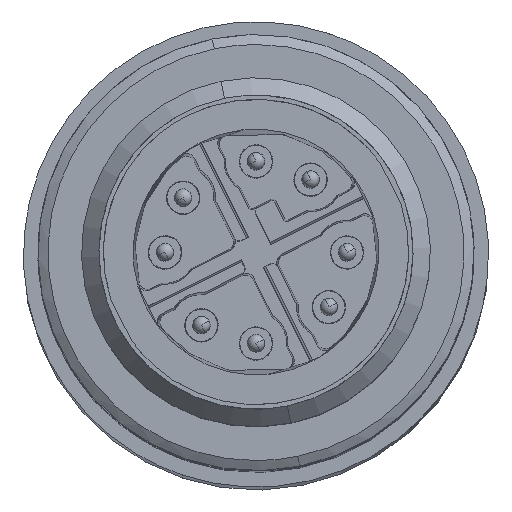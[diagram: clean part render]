
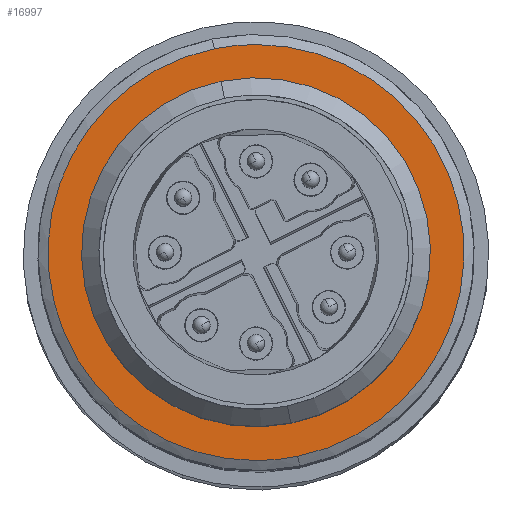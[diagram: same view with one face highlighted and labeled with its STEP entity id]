
A CAD part, top view. The second image highlights one B-rep face of the part: STEP entity #16997.
In plain terms, the highlighted planar face has unit normal (0, 0, 1).
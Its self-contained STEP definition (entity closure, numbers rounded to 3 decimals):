
#16906=AXIS2_PLACEMENT_3D('Circle Axis2P3D',#16904,#16905,$) ;
#16918=AXIS2_PLACEMENT_3D('Circle Axis2P3D',#16916,#16917,$) ;
#16931=AXIS2_PLACEMENT_3D('Plane Axis2P3D',#16928,#16929,#16930) ;
#16894=CARTESIAN_POINT('Vertex',(6.797,13.878,143.)) ;
#16901=CARTESIAN_POINT('Vertex',(9.203,2.122,143.)) ;
#16904=CARTESIAN_POINT('Axis2P3D Location',(8.,8.,143.)) ;
#16916=CARTESIAN_POINT('Axis2P3D Location',(8.,8.,143.)) ;
#16928=CARTESIAN_POINT('Axis2P3D Location',(15.008,9.434,143.)) ;
#16934=CARTESIAN_POINT('Control Point',(9.434,0.992,143.)) ;
#16935=CARTESIAN_POINT('Control Point',(10.076,1.123,143.)) ;
#16936=CARTESIAN_POINT('Control Point',(10.703,1.328,143.)) ;
#16937=CARTESIAN_POINT('Control Point',(11.304,1.604,143.)) ;
#16938=CARTESIAN_POINT('Control Point',(12.431,2.289,143.)) ;
#16939=CARTESIAN_POINT('Control Point',(13.374,3.21,143.)) ;
#16940=CARTESIAN_POINT('Control Point',(13.791,3.723,143.)) ;
#16941=CARTESIAN_POINT('Control Point',(14.499,4.836,143.)) ;
#16942=CARTESIAN_POINT('Control Point',(14.938,6.079,143.)) ;
#16943=CARTESIAN_POINT('Control Point',(15.085,6.724,143.)) ;
#16944=CARTESIAN_POINT('Control Point',(15.229,8.035,143.)) ;
#16945=CARTESIAN_POINT('Control Point',(15.072,9.344,143.)) ;
#16946=CARTESIAN_POINT('Control Point',(14.919,9.987,143.)) ;
#16947=CARTESIAN_POINT('Control Point',(14.468,11.227,143.)) ;
#16948=CARTESIAN_POINT('Control Point',(13.749,12.332,143.)) ;
#16949=CARTESIAN_POINT('Control Point',(13.328,12.841,143.)) ;
#16950=CARTESIAN_POINT('Control Point',(12.375,13.754,143.)) ;
#16951=CARTESIAN_POINT('Control Point',(11.242,14.428,143.)) ;
#16952=CARTESIAN_POINT('Control Point',(10.638,14.698,143.)) ;
#16953=CARTESIAN_POINT('Control Point',(9.469,15.068,143.)) ;
#16954=CARTESIAN_POINT('Control Point',(8.249,15.183,143.)) ;
#16955=CARTESIAN_POINT('Control Point',(7.682,15.18,143.)) ;
#16956=CARTESIAN_POINT('Control Point',(7.118,15.121,143.)) ;
#16957=CARTESIAN_POINT('Control Point',(6.566,15.008,143.)) ;
#16958=CARTESIAN_POINT('Vertex',(9.434,0.992,143.)) ;
#16960=CARTESIAN_POINT('Vertex',(6.566,15.008,143.)) ;
#16964=CARTESIAN_POINT('Control Point',(6.566,15.008,143.)) ;
#16965=CARTESIAN_POINT('Control Point',(5.924,14.877,143.)) ;
#16966=CARTESIAN_POINT('Control Point',(5.297,14.672,143.)) ;
#16967=CARTESIAN_POINT('Control Point',(4.696,14.396,143.)) ;
#16968=CARTESIAN_POINT('Control Point',(3.569,13.711,143.)) ;
#16969=CARTESIAN_POINT('Control Point',(2.626,12.79,143.)) ;
#16970=CARTESIAN_POINT('Control Point',(2.209,12.277,143.)) ;
#16971=CARTESIAN_POINT('Control Point',(1.501,11.164,143.)) ;
#16972=CARTESIAN_POINT('Control Point',(1.062,9.921,143.)) ;
#16973=CARTESIAN_POINT('Control Point',(0.915,9.276,143.)) ;
#16974=CARTESIAN_POINT('Control Point',(0.771,7.965,143.)) ;
#16975=CARTESIAN_POINT('Control Point',(0.928,6.656,143.)) ;
#16976=CARTESIAN_POINT('Control Point',(1.081,6.013,143.)) ;
#16977=CARTESIAN_POINT('Control Point',(1.532,4.773,143.)) ;
#16978=CARTESIAN_POINT('Control Point',(2.251,3.668,143.)) ;
#16979=CARTESIAN_POINT('Control Point',(2.672,3.159,143.)) ;
#16980=CARTESIAN_POINT('Control Point',(3.625,2.246,143.)) ;
#16981=CARTESIAN_POINT('Control Point',(4.758,1.572,143.)) ;
#16982=CARTESIAN_POINT('Control Point',(5.362,1.302,143.)) ;
#16983=CARTESIAN_POINT('Control Point',(6.531,0.932,143.)) ;
#16984=CARTESIAN_POINT('Control Point',(7.751,0.817,143.)) ;
#16985=CARTESIAN_POINT('Control Point',(8.318,0.82,143.)) ;
#16986=CARTESIAN_POINT('Control Point',(8.882,0.879,143.)) ;
#16987=CARTESIAN_POINT('Control Point',(9.434,0.992,143.)) ;
#16905=DIRECTION('Axis2P3D Direction',(0.,0.,1.)) ;
#16917=DIRECTION('Axis2P3D Direction',(0.,0.,1.)) ;
#16929=DIRECTION('Axis2P3D Direction',(0.,-0.,-1.)) ;
#16930=DIRECTION('Axis2P3D XDirection',(0.201,-0.98,0.)) ;
#16990=ORIENTED_EDGE('',*,*,#16962,.T.) ;
#16991=ORIENTED_EDGE('',*,*,#16988,.T.) ;
#16994=ORIENTED_EDGE('',*,*,#16920,.F.) ;
#16995=ORIENTED_EDGE('',*,*,#16908,.F.) ;
#16996=FACE_BOUND('',#16993,.T.) ;
#16997=ADVANCED_FACE('Hauptk\X2\00F6\X0\rper',(#16992,#16996),#16932,.F.) ;
#16933=B_SPLINE_CURVE_WITH_KNOTS('',5,(#16934,#16935,#16936,#16937,#16938,#16939,#16940,#16941,#16942,#16943,#16944,#16945,#16946,#16947,#16948,#16949,#16950,#16951,#16952,#16953,#16954,#16955,#16956,#16957),.UNSPECIFIED.,.F.,.U.,(6,3,3,3,3,3,3,6),(0.,4.633,9.265,13.898,18.53,23.163,27.795,31.782),.UNSPECIFIED.) ;
#16963=B_SPLINE_CURVE_WITH_KNOTS('',5,(#16964,#16965,#16966,#16967,#16968,#16969,#16970,#16971,#16972,#16973,#16974,#16975,#16976,#16977,#16978,#16979,#16980,#16981,#16982,#16983,#16984,#16985,#16986,#16987),.UNSPECIFIED.,.F.,.U.,(6,3,3,3,3,3,3,6),(0.,4.633,9.265,13.898,18.53,23.163,27.795,31.782),.UNSPECIFIED.) ;
#16907=CIRCLE('generated circle',#16906,6.) ;
#16919=CIRCLE('generated circle',#16918,6.) ;
#16908=EDGE_CURVE('',#16902,#16895,#16907,.T.) ;
#16920=EDGE_CURVE('',#16895,#16902,#16919,.T.) ;
#16962=EDGE_CURVE('',#16959,#16961,#16933,.T.) ;
#16988=EDGE_CURVE('',#16961,#16959,#16963,.T.) ;
#16989=EDGE_LOOP('',(#16990,#16991)) ;
#16993=EDGE_LOOP('',(#16994,#16995)) ;
#16992=FACE_OUTER_BOUND('',#16989,.T.) ;
#16932=PLANE('',#16931) ;
#16895=VERTEX_POINT('',#16894) ;
#16902=VERTEX_POINT('',#16901) ;
#16959=VERTEX_POINT('',#16958) ;
#16961=VERTEX_POINT('',#16960) ;
